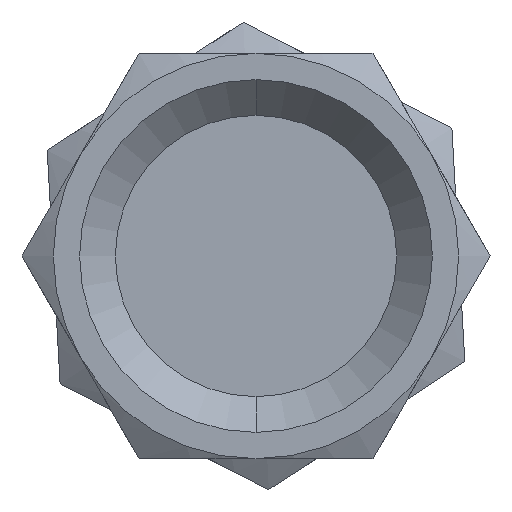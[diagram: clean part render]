
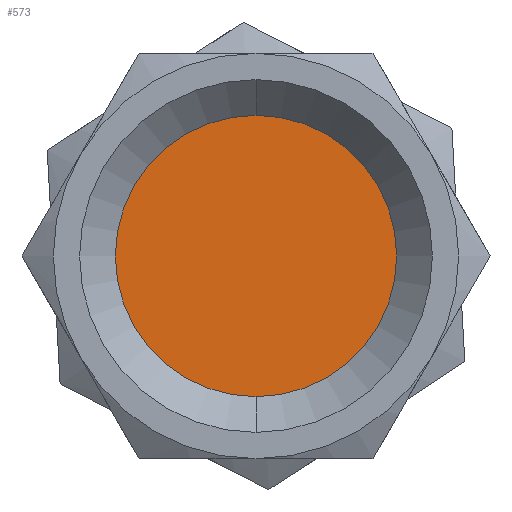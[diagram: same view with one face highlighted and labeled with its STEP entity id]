
A CAD part, front view. The second image highlights one B-rep face of the part: STEP entity #573.
In plain terms, the highlighted planar face has unit normal (0, -1, 0).
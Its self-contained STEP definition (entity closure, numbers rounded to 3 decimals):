
#349 = VERTEX_POINT ( 'NONE', #1631 ) ;
#361 = VERTEX_POINT ( 'NONE', #1639 ) ;
#388 = CARTESIAN_POINT ( 'NONE',  ( 0., 11., 0. ) ) ;
#390 = PLANE ( 'NONE',  #985 ) ;
#392 = DIRECTION ( 'NONE',  ( 0., -1., 0. ) ) ;
#393 = DIRECTION ( 'NONE',  ( 0., 0., -1. ) ) ;
#573 = ADVANCED_FACE ( 'NONE', ( #2712 ), #390, .T. ) ;
#622 = EDGE_CURVE ( 'NONE', #361, #349, #1234, .T. ) ;
#985 = AXIS2_PLACEMENT_3D ( 'NONE', #388, #392, #393 ) ;
#1101 = CARTESIAN_POINT ( 'NONE',  ( 0., 11., 0. ) ) ;
#1102 = DIRECTION ( 'NONE',  ( 0., -1., 0. ) ) ;
#1103 = DIRECTION ( 'NONE',  ( 0., 0., -1. ) ) ;
#1234 = CIRCLE ( 'NONE', #2312, 5.9 ) ;
#1245 = CIRCLE ( 'NONE', #2323, 5.9 ) ;
#1354 = EDGE_CURVE ( 'NONE', #349, #361, #1245, .T. ) ;
#1526 = CARTESIAN_POINT ( 'NONE',  ( 0., 11., 0. ) ) ;
#1527 = DIRECTION ( 'NONE',  ( 0., -1., 0. ) ) ;
#1528 = DIRECTION ( 'NONE',  ( 0., 0., -1. ) ) ;
#1631 = CARTESIAN_POINT ( 'NONE',  ( 0., 11., -5.9 ) ) ;
#1639 = CARTESIAN_POINT ( 'NONE',  ( 0., 11., 5.9 ) ) ;
#2054 = ORIENTED_EDGE ( 'NONE', *, *, #1354, .T. ) ;
#2055 = ORIENTED_EDGE ( 'NONE', *, *, #622, .T. ) ;
#2227 = EDGE_LOOP ( 'NONE', ( #2054, #2055 ) ) ;
#2312 = AXIS2_PLACEMENT_3D ( 'NONE', #1526, #1527, #1528 ) ;
#2323 = AXIS2_PLACEMENT_3D ( 'NONE', #1101, #1102, #1103 ) ;
#2712 = FACE_OUTER_BOUND ( 'NONE', #2227, .T. ) ;
